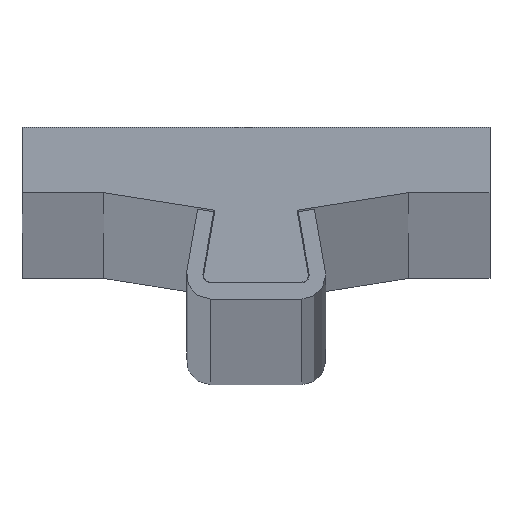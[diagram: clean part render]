
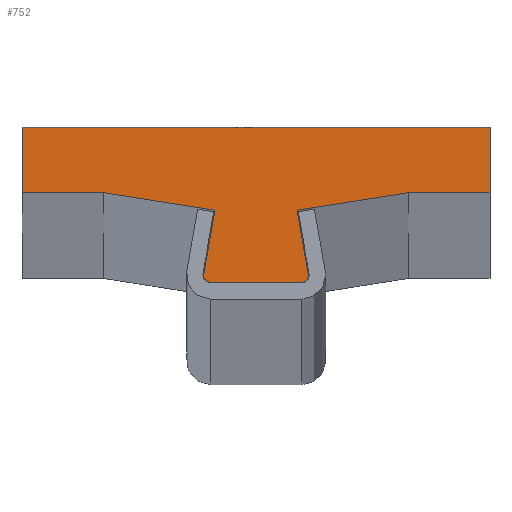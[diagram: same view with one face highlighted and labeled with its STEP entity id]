
A CAD part, top view. The second image highlights one B-rep face of the part: STEP entity #752.
In plain terms, the highlighted planar face has unit normal (0, 0, 1).
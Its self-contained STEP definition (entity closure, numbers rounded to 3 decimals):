
#4 = EDGE_LOOP ( 'NONE', ( #397, #1087, #10, #249, #1250, #716, #120, #746, #34, #577, #235, #1353, #526 ) ) ;
#10 = ORIENTED_EDGE ( 'NONE', *, *, #1051, .T. ) ;
#20 = CIRCLE ( 'NONE', #48, 0.8 ) ;
#34 = ORIENTED_EDGE ( 'NONE', *, *, #562, .T. ) ;
#48 = AXIS2_PLACEMENT_3D ( 'NONE', #1254, #590, #137 ) ;
#54 = DIRECTION ( 'NONE',  ( 0.988, -0.156, 0. ) ) ;
#55 = EDGE_CURVE ( 'NONE', #753, #292, #20, .T. ) ;
#60 = DIRECTION ( 'NONE',  ( 1., 0., 0. ) ) ;
#68 = DIRECTION ( 'NONE',  ( 1., 0., 0. ) ) ;
#69 = DIRECTION ( 'NONE',  ( -1., 0., 0. ) ) ;
#70 = CARTESIAN_POINT ( 'NONE',  ( -18.575, 7.645, 0. ) ) ;
#74 = VECTOR ( 'NONE', #68, 1000. ) ;
#81 = CARTESIAN_POINT ( 'NONE',  ( 5.6, -3.3, 0. ) ) ;
#120 = ORIENTED_EDGE ( 'NONE', *, *, #697, .T. ) ;
#129 = VECTOR ( 'NONE', #69, 1000. ) ;
#137 = DIRECTION ( 'NONE',  ( 1., 0., 0. ) ) ;
#235 = ORIENTED_EDGE ( 'NONE', *, *, #831, .T. ) ;
#238 = CARTESIAN_POINT ( 'NONE',  ( -6.388, -2.363, 0. ) ) ;
#249 = ORIENTED_EDGE ( 'NONE', *, *, #1177, .T. ) ;
#254 = DIRECTION ( 'NONE',  ( -1., 0., 0. ) ) ;
#292 = VERTEX_POINT ( 'NONE', #769 ) ;
#304 = AXIS2_PLACEMENT_3D ( 'NONE', #1268, #1066, #254 ) ;
#305 = DIRECTION ( 'NONE',  ( 0., 0., 1. ) ) ;
#318 = VECTOR ( 'NONE', #820, 1000. ) ;
#343 = EDGE_CURVE ( 'NONE', #953, #996, #1400, .T. ) ;
#362 = EDGE_CURVE ( 'NONE', #858, #375, #618, .T. ) ;
#365 = FACE_OUTER_BOUND ( 'NONE', #4, .T. ) ;
#375 = VERTEX_POINT ( 'NONE', #966 ) ;
#386 = CARTESIAN_POINT ( 'NONE',  ( 18.575, 7.645, 0. ) ) ;
#397 = ORIENTED_EDGE ( 'NONE', *, *, #55, .T. ) ;
#413 = LINE ( 'NONE', #533, #1153 ) ;
#460 = LINE ( 'NONE', #1062, #318 ) ;
#464 = VERTEX_POINT ( 'NONE', #722 ) ;
#491 = DIRECTION ( 'NONE',  ( 0.988, 0.156, 0. ) ) ;
#507 = EDGE_CURVE ( 'NONE', #925, #1292, #1270, .T. ) ;
#526 = ORIENTED_EDGE ( 'NONE', *, *, #1448, .T. ) ;
#533 = CARTESIAN_POINT ( 'NONE',  ( -5.02, 5.5, 0. ) ) ;
#540 = CARTESIAN_POINT ( 'NONE',  ( -28.575, 15.645, 0. ) ) ;
#561 = VECTOR ( 'NONE', #491, 1000. ) ;
#562 = EDGE_CURVE ( 'NONE', #709, #925, #1330, .T. ) ;
#577 = ORIENTED_EDGE ( 'NONE', *, *, #507, .T. ) ;
#590 = DIRECTION ( 'NONE',  ( 0., 0., 1. ) ) ;
#605 = VECTOR ( 'NONE', #54, 1000. ) ;
#618 = LINE ( 'NONE', #1275, #605 ) ;
#664 = DIRECTION ( 'NONE',  ( -1., 0., 0. ) ) ;
#694 = CIRCLE ( 'NONE', #1186, 0.8 ) ;
#697 = EDGE_CURVE ( 'NONE', #996, #464, #1028, .T. ) ;
#707 = VERTEX_POINT ( 'NONE', #815 ) ;
#709 = VERTEX_POINT ( 'NONE', #1136 ) ;
#716 = ORIENTED_EDGE ( 'NONE', *, *, #343, .T. ) ;
#722 = CARTESIAN_POINT ( 'NONE',  ( 28.575, 7.645, 0. ) ) ;
#726 = DIRECTION ( 'NONE',  ( -0.171, 0.985, 0. ) ) ;
#734 = CARTESIAN_POINT ( 'NONE',  ( -5.6, -2.5, 0. ) ) ;
#742 = CARTESIAN_POINT ( 'NONE',  ( -28.575, 15.645, 0. ) ) ;
#746 = ORIENTED_EDGE ( 'NONE', *, *, #785, .T. ) ;
#752 = ADVANCED_FACE ( 'NONE', ( #365 ), #837, .T. ) ;
#753 = VERTEX_POINT ( 'NONE', #238 ) ;
#769 = CARTESIAN_POINT ( 'NONE',  ( -5.6, -3.3, 0. ) ) ;
#785 = EDGE_CURVE ( 'NONE', #464, #709, #460, .T. ) ;
#792 = CARTESIAN_POINT ( 'NONE',  ( 18.575, 7.645, 0. ) ) ;
#805 = DIRECTION ( 'NONE',  ( 1., 0., 0. ) ) ;
#815 = CARTESIAN_POINT ( 'NONE',  ( 6.4, -2.5, 0. ) ) ;
#820 = DIRECTION ( 'NONE',  ( 0., 1., 0. ) ) ;
#831 = EDGE_CURVE ( 'NONE', #1292, #858, #971, .T. ) ;
#837 = PLANE ( 'NONE',  #1000 ) ;
#858 = VERTEX_POINT ( 'NONE', #981 ) ;
#874 = VECTOR ( 'NONE', #805, 1000. ) ;
#891 = CARTESIAN_POINT ( 'NONE',  ( -28.575, 15.645, 0. ) ) ;
#922 = CARTESIAN_POINT ( 'NONE',  ( 5.02, 5.5, 0. ) ) ;
#925 = VERTEX_POINT ( 'NONE', #891 ) ;
#944 = DIRECTION ( 'NONE',  ( 0., -1., 0. ) ) ;
#945 = LINE ( 'NONE', #922, #1243 ) ;
#950 = CIRCLE ( 'NONE', #304, 0.8 ) ;
#953 = VERTEX_POINT ( 'NONE', #1235 ) ;
#966 = CARTESIAN_POINT ( 'NONE',  ( -5.02, 5.5, 0. ) ) ;
#971 = LINE ( 'NONE', #70, #1138 ) ;
#981 = CARTESIAN_POINT ( 'NONE',  ( -18.575, 7.645, 0. ) ) ;
#983 = VERTEX_POINT ( 'NONE', #1002 ) ;
#996 = VERTEX_POINT ( 'NONE', #1103 ) ;
#1000 = AXIS2_PLACEMENT_3D ( 'NONE', #734, #1387, #1143 ) ;
#1002 = CARTESIAN_POINT ( 'NONE',  ( 6.388, -2.363, 0. ) ) ;
#1013 = EDGE_CURVE ( 'NONE', #292, #1238, #1306, .T. ) ;
#1028 = LINE ( 'NONE', #792, #874 ) ;
#1051 = EDGE_CURVE ( 'NONE', #1238, #707, #694, .T. ) ;
#1062 = CARTESIAN_POINT ( 'NONE',  ( 28.575, 15.645, 0. ) ) ;
#1066 = DIRECTION ( 'NONE',  ( 0., 0., 1. ) ) ;
#1085 = CARTESIAN_POINT ( 'NONE',  ( 5.6, -3.3, 0. ) ) ;
#1087 = ORIENTED_EDGE ( 'NONE', *, *, #1013, .T. ) ;
#1103 = CARTESIAN_POINT ( 'NONE',  ( 18.575, 7.645, 0. ) ) ;
#1136 = CARTESIAN_POINT ( 'NONE',  ( 28.575, 15.645, 0. ) ) ;
#1138 = VECTOR ( 'NONE', #60, 1000. ) ;
#1143 = DIRECTION ( 'NONE',  ( 1., 0., 0. ) ) ;
#1149 = CARTESIAN_POINT ( 'NONE',  ( -28.575, 7.645, 0. ) ) ;
#1153 = VECTOR ( 'NONE', #1302, 1000. ) ;
#1170 = VECTOR ( 'NONE', #944, 1000. ) ;
#1177 = EDGE_CURVE ( 'NONE', #707, #983, #950, .T. ) ;
#1186 = AXIS2_PLACEMENT_3D ( 'NONE', #1433, #305, #664 ) ;
#1235 = CARTESIAN_POINT ( 'NONE',  ( 5.02, 5.5, 0. ) ) ;
#1238 = VERTEX_POINT ( 'NONE', #1085 ) ;
#1243 = VECTOR ( 'NONE', #726, 1000. ) ;
#1250 = ORIENTED_EDGE ( 'NONE', *, *, #1282, .T. ) ;
#1254 = CARTESIAN_POINT ( 'NONE',  ( -5.6, -2.5, 0. ) ) ;
#1268 = CARTESIAN_POINT ( 'NONE',  ( 5.6, -2.5, 0. ) ) ;
#1270 = LINE ( 'NONE', #742, #1170 ) ;
#1275 = CARTESIAN_POINT ( 'NONE',  ( -18.575, 7.645, 0. ) ) ;
#1282 = EDGE_CURVE ( 'NONE', #983, #953, #945, .T. ) ;
#1292 = VERTEX_POINT ( 'NONE', #1149 ) ;
#1302 = DIRECTION ( 'NONE',  ( -0.171, -0.985, 0. ) ) ;
#1306 = LINE ( 'NONE', #81, #74 ) ;
#1330 = LINE ( 'NONE', #540, #129 ) ;
#1353 = ORIENTED_EDGE ( 'NONE', *, *, #362, .T. ) ;
#1387 = DIRECTION ( 'NONE',  ( 0., 0., 1. ) ) ;
#1400 = LINE ( 'NONE', #386, #561 ) ;
#1433 = CARTESIAN_POINT ( 'NONE',  ( 5.6, -2.5, 0. ) ) ;
#1448 = EDGE_CURVE ( 'NONE', #375, #753, #413, .T. ) ;
